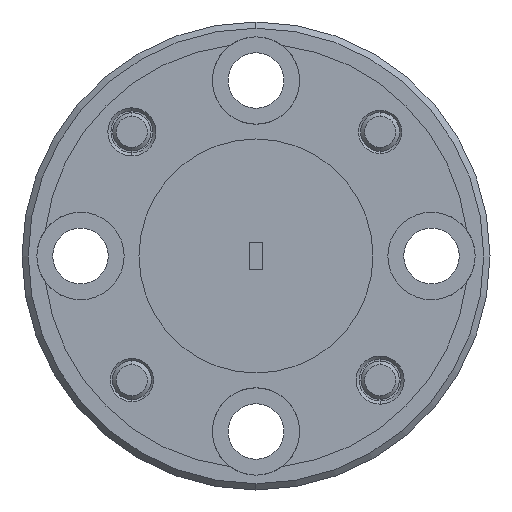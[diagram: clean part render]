
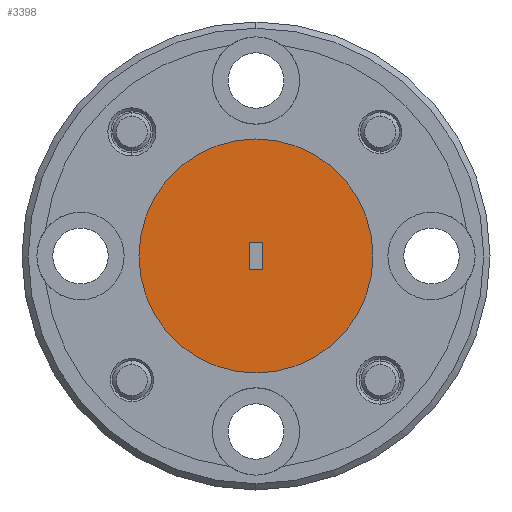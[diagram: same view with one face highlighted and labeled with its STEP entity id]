
A CAD part, left-side view. The second image highlights one B-rep face of the part: STEP entity #3398.
In plain terms, the highlighted planar face has unit normal (-1, 0, 0).
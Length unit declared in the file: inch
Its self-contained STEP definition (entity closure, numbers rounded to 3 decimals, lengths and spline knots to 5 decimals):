
#31 = ORIENTED_EDGE ( 'NONE', *, *, #187, .T. ) ;
#164 = CARTESIAN_POINT ( 'NONE',  ( -2.50813, 0.39407, 0.79194 ) ) ;
#187 = EDGE_CURVE ( 'NONE', #1931, #3103, #2000, .T. ) ;
#198 = AXIS2_PLACEMENT_3D ( 'NONE', #1731, #2106, #2147 ) ;
#365 = CARTESIAN_POINT ( 'NONE',  ( -2.50813, 0.38332, 0.77044 ) ) ;
#385 = CARTESIAN_POINT ( 'NONE',  ( -2.50813, 0.40482, 0.77044 ) ) ;
#518 = AXIS2_PLACEMENT_3D ( 'NONE', #164, #1882, #3242 ) ;
#558 = CARTESIAN_POINT ( 'NONE',  ( -2.50813, 0.40482, 0.81344 ) ) ;
#643 = CARTESIAN_POINT ( 'NONE',  ( -2.50813, 0.39407, 0.60444 ) ) ;
#651 = LINE ( 'NONE', #558, #2490 ) ;
#797 = EDGE_CURVE ( 'NONE', #1524, #1385, #4126, .T. ) ;
#817 = EDGE_CURVE ( 'NONE', #3103, #1931, #1632, .T. ) ;
#858 = EDGE_LOOP ( 'NONE', ( #1056, #2139, #3207, #3563 ) ) ;
#1056 = ORIENTED_EDGE ( 'NONE', *, *, #797, .F. ) ;
#1142 = CARTESIAN_POINT ( 'NONE',  ( -2.50813, 0.38332, 0.81344 ) ) ;
#1347 = VERTEX_POINT ( 'NONE', #1142 ) ;
#1385 = VERTEX_POINT ( 'NONE', #3271 ) ;
#1428 = EDGE_CURVE ( 'NONE', #1347, #1524, #651, .T. ) ;
#1524 = VERTEX_POINT ( 'NONE', #2999 ) ;
#1632 = CIRCLE ( 'NONE', #198, 0.1875 ) ;
#1731 = CARTESIAN_POINT ( 'NONE',  ( -2.50813, 0.39407, 0.79194 ) ) ;
#1818 = VERTEX_POINT ( 'NONE', #1867 ) ;
#1860 = PLANE ( 'NONE',  #518 ) ;
#1867 = CARTESIAN_POINT ( 'NONE',  ( -2.50813, 0.38332, 0.77044 ) ) ;
#1882 = DIRECTION ( 'NONE',  ( 1., 0., 0. ) ) ;
#1913 = VECTOR ( 'NONE', #3463, 39.37008 ) ;
#1931 = VERTEX_POINT ( 'NONE', #4021 ) ;
#2000 = CIRCLE ( 'NONE', #3151, 0.1875 ) ;
#2081 = LINE ( 'NONE', #385, #1913 ) ;
#2106 = DIRECTION ( 'NONE',  ( -1., 0., 0. ) ) ;
#2139 = ORIENTED_EDGE ( 'NONE', *, *, #1428, .F. ) ;
#2147 = DIRECTION ( 'NONE',  ( 0., 0., 1. ) ) ;
#2300 = ORIENTED_EDGE ( 'NONE', *, *, #817, .T. ) ;
#2361 = DIRECTION ( 'NONE',  ( -1., 0., 0. ) ) ;
#2380 = CARTESIAN_POINT ( 'NONE',  ( -2.50813, 0.39407, 0.79194 ) ) ;
#2476 = EDGE_CURVE ( 'NONE', #1818, #1347, #3477, .T. ) ;
#2490 = VECTOR ( 'NONE', #2638, 39.37008 ) ;
#2638 = DIRECTION ( 'NONE',  ( 0., 1., 0. ) ) ;
#2801 = CARTESIAN_POINT ( 'NONE',  ( -2.50813, 0.40482, 0.77044 ) ) ;
#2999 = CARTESIAN_POINT ( 'NONE',  ( -2.50813, 0.40482, 0.81344 ) ) ;
#3057 = DIRECTION ( 'NONE',  ( 0., 0., 1. ) ) ;
#3103 = VERTEX_POINT ( 'NONE', #643 ) ;
#3151 = AXIS2_PLACEMENT_3D ( 'NONE', #2380, #2361, #3057 ) ;
#3174 = EDGE_LOOP ( 'NONE', ( #31, #2300 ) ) ;
#3207 = ORIENTED_EDGE ( 'NONE', *, *, #2476, .F. ) ;
#3242 = DIRECTION ( 'NONE',  ( 0., 0., -1. ) ) ;
#3271 = CARTESIAN_POINT ( 'NONE',  ( -2.50813, 0.40482, 0.77044 ) ) ;
#3398 = ADVANCED_FACE ( 'NONE', ( #4284, #3892 ), #1860, .F. ) ;
#3463 = DIRECTION ( 'NONE',  ( 0., -1., 0. ) ) ;
#3477 = LINE ( 'NONE', #365, #3998 ) ;
#3563 = ORIENTED_EDGE ( 'NONE', *, *, #3884, .F. ) ;
#3793 = DIRECTION ( 'NONE',  ( 0., 0., 1. ) ) ;
#3884 = EDGE_CURVE ( 'NONE', #1385, #1818, #2081, .T. ) ;
#3892 = FACE_BOUND ( 'NONE', #858, .T. ) ;
#3998 = VECTOR ( 'NONE', #3793, 39.37008 ) ;
#4021 = CARTESIAN_POINT ( 'NONE',  ( -2.50813, 0.39407, 0.97944 ) ) ;
#4079 = VECTOR ( 'NONE', #4213, 39.37008 ) ;
#4126 = LINE ( 'NONE', #2801, #4079 ) ;
#4213 = DIRECTION ( 'NONE',  ( 0., 0., -1. ) ) ;
#4284 = FACE_OUTER_BOUND ( 'NONE', #3174, .T. ) ;
